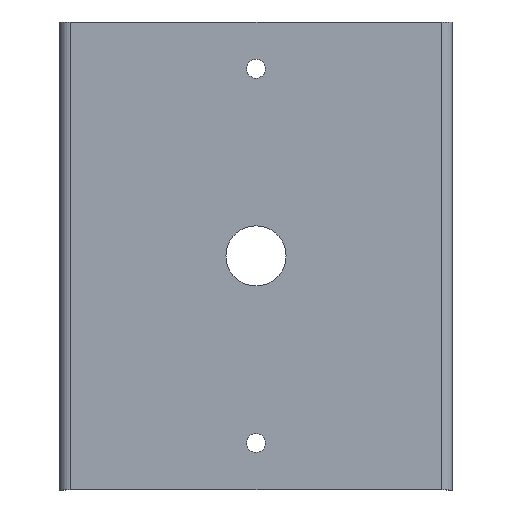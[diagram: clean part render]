
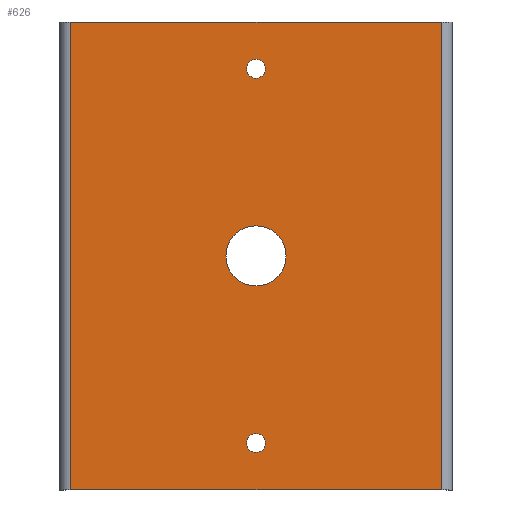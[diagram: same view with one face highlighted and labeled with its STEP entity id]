
A CAD part, top view. The second image highlights one B-rep face of the part: STEP entity #626.
In plain terms, the highlighted planar face has unit normal (0, 0, 1).
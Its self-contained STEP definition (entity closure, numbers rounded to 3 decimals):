
#38=FACE_BOUND('',#139,.T.);
#39=FACE_BOUND('',#140,.T.);
#40=FACE_BOUND('',#141,.T.);
#59=PLANE('',#705);
#93=FACE_OUTER_BOUND('',#138,.T.);
#138=EDGE_LOOP('',(#561,#562,#563,#564));
#139=EDGE_LOOP('',(#565));
#140=EDGE_LOOP('',(#566));
#141=EDGE_LOOP('',(#567));
#186=LINE('',#1029,#237);
#190=LINE('',#1046,#241);
#194=LINE('',#1060,#245);
#196=LINE('',#1063,#247);
#237=VECTOR('',#839,10.);
#241=VECTOR('',#861,10.);
#245=VECTOR('',#881,10.);
#247=VECTOR('',#885,10.);
#280=CIRCLE('',#706,5.05);
#281=CIRCLE('',#707,16.05);
#282=CIRCLE('',#708,5.05);
#322=VERTEX_POINT('',#1026);
#323=VERTEX_POINT('',#1028);
#326=VERTEX_POINT('',#1043);
#327=VERTEX_POINT('',#1045);
#330=VERTEX_POINT('',#1064);
#331=VERTEX_POINT('',#1066);
#332=VERTEX_POINT('',#1068);
#393=EDGE_CURVE('',#323,#322,#186,.T.);
#401=EDGE_CURVE('',#327,#326,#190,.T.);
#408=EDGE_CURVE('',#326,#323,#194,.T.);
#410=EDGE_CURVE('',#322,#327,#196,.T.);
#411=EDGE_CURVE('',#330,#330,#280,.T.);
#412=EDGE_CURVE('',#331,#331,#281,.T.);
#413=EDGE_CURVE('',#332,#332,#282,.T.);
#561=ORIENTED_EDGE('',*,*,#393,.T.);
#562=ORIENTED_EDGE('',*,*,#410,.T.);
#563=ORIENTED_EDGE('',*,*,#401,.T.);
#564=ORIENTED_EDGE('',*,*,#408,.T.);
#565=ORIENTED_EDGE('',*,*,#411,.T.);
#566=ORIENTED_EDGE('',*,*,#412,.T.);
#567=ORIENTED_EDGE('',*,*,#413,.T.);
#626=ADVANCED_FACE('',(#93,#38,#39,#40),#59,.T.);
#705=AXIS2_PLACEMENT_3D('',#1062,#883,#884);
#706=AXIS2_PLACEMENT_3D('',#1065,#886,#887);
#707=AXIS2_PLACEMENT_3D('',#1067,#888,#889);
#708=AXIS2_PLACEMENT_3D('',#1069,#890,#891);
#839=DIRECTION('',(0.,-1.,0.));
#861=DIRECTION('',(0.,1.,0.));
#881=DIRECTION('',(-1.,0.,0.));
#883=DIRECTION('center_axis',(0.,0.,1.));
#884=DIRECTION('ref_axis',(1.,0.,0.));
#885=DIRECTION('',(1.,0.,0.));
#886=DIRECTION('center_axis',(0.,0.,-1.));
#887=DIRECTION('ref_axis',(1.,0.,0.));
#888=DIRECTION('center_axis',(0.,0.,-1.));
#889=DIRECTION('ref_axis',(1.,0.,0.));
#890=DIRECTION('center_axis',(0.,0.,-1.));
#891=DIRECTION('ref_axis',(1.,0.,0.));
#1026=CARTESIAN_POINT('',(-99.,-125.,3.));
#1028=CARTESIAN_POINT('',(-99.,125.,3.));
#1029=CARTESIAN_POINT('',(-99.,-62.5,3.));
#1043=CARTESIAN_POINT('',(99.,125.,3.));
#1045=CARTESIAN_POINT('',(99.,-125.,3.));
#1046=CARTESIAN_POINT('',(99.,62.5,3.));
#1060=CARTESIAN_POINT('',(-105.,125.,3.));
#1062=CARTESIAN_POINT('Origin',(0.,0.,
3.));
#1063=CARTESIAN_POINT('',(105.,-125.,3.));
#1064=CARTESIAN_POINT('',(-5.05,-100.,3.));
#1065=CARTESIAN_POINT('Origin',(0.,-100.,3.));
#1066=CARTESIAN_POINT('',(-16.05,0.,3.));
#1067=CARTESIAN_POINT('Origin',(0.,0.,3.));
#1068=CARTESIAN_POINT('',(-5.05,100.,3.));
#1069=CARTESIAN_POINT('Origin',(0.,100.,3.));
